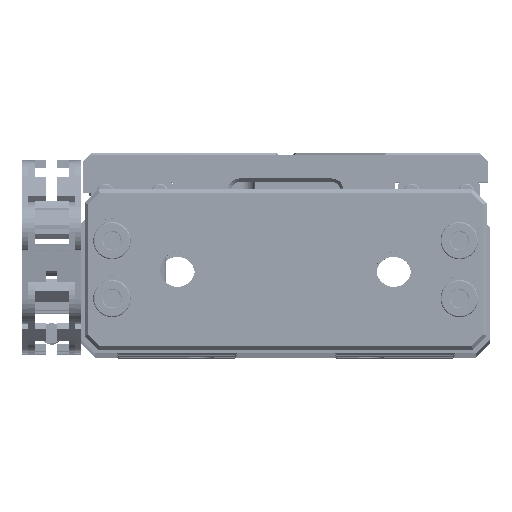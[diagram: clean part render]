
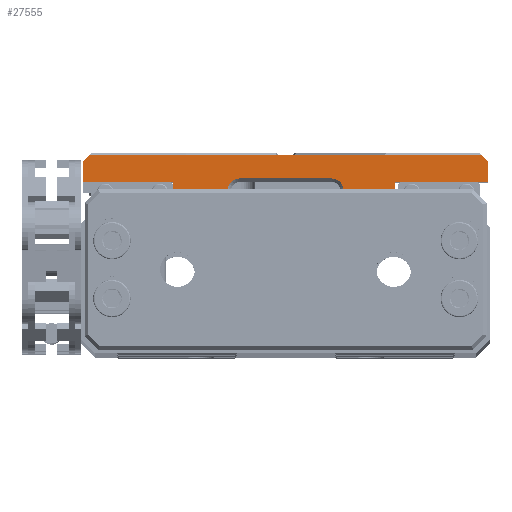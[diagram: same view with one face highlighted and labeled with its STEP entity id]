
A CAD part, top view. The second image highlights one B-rep face of the part: STEP entity #27555.
In plain terms, the highlighted planar face has unit normal (0, 0, 1).
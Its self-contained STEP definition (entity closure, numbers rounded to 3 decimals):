
#2447 = EDGE_CURVE ( 'NONE', #52469, #39671, #21597, .T. ) ;
#3390 = VECTOR ( 'NONE', #56008, 1000. ) ;
#3482 = DIRECTION ( 'NONE',  ( 0., 0., -1. ) ) ;
#3637 = AXIS2_PLACEMENT_3D ( 'NONE', #58660, #22447, #17020 ) ;
#4637 = VERTEX_POINT ( 'NONE', #57677 ) ;
#4722 = LINE ( 'NONE', #51829, #56709 ) ;
#4888 = LINE ( 'NONE', #7419, #19667 ) ;
#4946 = LINE ( 'NONE', #19528, #3390 ) ;
#5818 = CARTESIAN_POINT ( 'NONE',  ( 1., 10., 65. ) ) ;
#6402 = EDGE_LOOP ( 'NONE', ( #32383, #22243, #28153, #15766, #41939, #9762, #58761, #16282, #42675, #40818, #34081, #51622 ) ) ;
#6514 = VECTOR ( 'NONE', #25430, 1000. ) ;
#7419 = CARTESIAN_POINT ( 'NONE',  ( 0., 10., 65. ) ) ;
#9762 = ORIENTED_EDGE ( 'NONE', *, *, #9987, .F. ) ;
#9786 = VECTOR ( 'NONE', #37531, 1000. ) ;
#9987 = EDGE_CURVE ( 'NONE', #14042, #4637, #38932, .T. ) ;
#10456 = CARTESIAN_POINT ( 'NONE',  ( 0., 10., 65. ) ) ;
#10696 = LINE ( 'NONE', #5818, #33877 ) ;
#11079 = EDGE_CURVE ( 'NONE', #4637, #35784, #17619, .T. ) ;
#11178 = VECTOR ( 'NONE', #36853, 1000. ) ;
#11565 = CARTESIAN_POINT ( 'NONE',  ( 45.75, 6., 65. ) ) ;
#12598 = CARTESIAN_POINT ( 'NONE',  ( 23., 4.75, 65. ) ) ;
#12799 = VERTEX_POINT ( 'NONE', #54929 ) ;
#12830 = LINE ( 'NONE', #32266, #23500 ) ;
#13943 = VERTEX_POINT ( 'NONE', #29668 ) ;
#14012 = LINE ( 'NONE', #18288, #11178 ) ;
#14042 = VERTEX_POINT ( 'NONE', #48844 ) ;
#15766 = ORIENTED_EDGE ( 'NONE', *, *, #57243, .F. ) ;
#16282 = ORIENTED_EDGE ( 'NONE', *, *, #34624, .T. ) ;
#16584 = DIRECTION ( 'NONE',  ( 1., 0., 0. ) ) ;
#16627 = VECTOR ( 'NONE', #21257, 1000. ) ;
#17020 = DIRECTION ( 'NONE',  ( -1., 0., 0. ) ) ;
#17151 = CARTESIAN_POINT ( 'NONE',  ( 36.5, 4.75, 65. ) ) ;
#17289 = DIRECTION ( 'NONE',  ( -1., 0., 0. ) ) ;
#17427 = CARTESIAN_POINT ( 'NONE',  ( 58.5, 10., 65. ) ) ;
#17619 = LINE ( 'NONE', #21851, #41082 ) ;
#18288 = CARTESIAN_POINT ( 'NONE',  ( 19.95, 0.5, 65. ) ) ;
#19147 = VERTEX_POINT ( 'NONE', #51238 ) ;
#19528 = CARTESIAN_POINT ( 'NONE',  ( 0., 6., 65. ) ) ;
#19667 = VECTOR ( 'NONE', #23417, 1000. ) ;
#19695 = VERTEX_POINT ( 'NONE', #39532 ) ;
#19810 = EDGE_CURVE ( 'NONE', #41222, #52469, #56036, .T. ) ;
#20146 = DIRECTION ( 'NONE',  ( -1., 0., 0. ) ) ;
#21257 = DIRECTION ( 'NONE',  ( -1., 0., 0. ) ) ;
#21597 = CIRCLE ( 'NONE', #44952, 1.75 ) ;
#21851 = CARTESIAN_POINT ( 'NONE',  ( 45.75, 0., 65. ) ) ;
#22243 = ORIENTED_EDGE ( 'NONE', *, *, #52268, .T. ) ;
#22447 = DIRECTION ( 'NONE',  ( 0., 0., -1. ) ) ;
#23417 = DIRECTION ( 'NONE',  ( 1., 0., 0. ) ) ;
#23500 = VECTOR ( 'NONE', #27427, 1000. ) ;
#24725 = FACE_BOUND ( 'NONE', #40547, .T. ) ;
#24974 = EDGE_CURVE ( 'NONE', #33836, #41222, #44694, .T. ) ;
#25396 = LINE ( 'NONE', #53369, #58862 ) ;
#25430 = DIRECTION ( 'NONE',  ( 0., 1., 0. ) ) ;
#25828 = DIRECTION ( 'NONE',  ( 1., 0., 0. ) ) ;
#25832 = VERTEX_POINT ( 'NONE', #44244 ) ;
#26044 = EDGE_CURVE ( 'NONE', #19695, #47299, #4888, .T. ) ;
#26065 = ORIENTED_EDGE ( 'NONE', *, *, #19810, .T. ) ;
#26176 = CARTESIAN_POINT ( 'NONE',  ( 0., 6., 65. ) ) ;
#27427 = DIRECTION ( 'NONE',  ( 0., -1., 0. ) ) ;
#27555 = ADVANCED_FACE ( 'NONE', ( #24725, #35043 ), #52395, .F. ) ;
#27559 = VERTEX_POINT ( 'NONE', #40840 ) ;
#27676 = EDGE_CURVE ( 'NONE', #13943, #42393, #14012, .T. ) ;
#28153 = ORIENTED_EDGE ( 'NONE', *, *, #27676, .F. ) ;
#29309 = VECTOR ( 'NONE', #25828, 1000. ) ;
#29668 = CARTESIAN_POINT ( 'NONE',  ( 19.95, 0.5, 65. ) ) ;
#29815 = CARTESIAN_POINT ( 'NONE',  ( 23., 6.5, 65. ) ) ;
#30509 = AXIS2_PLACEMENT_3D ( 'NONE', #12598, #3482, #54834 ) ;
#30518 = VERTEX_POINT ( 'NONE', #26176 ) ;
#31198 = VECTOR ( 'NONE', #49365, 1000. ) ;
#31437 = CARTESIAN_POINT ( 'NONE',  ( 38.25, 4.75, 65. ) ) ;
#31550 = LINE ( 'NONE', #41307, #51615 ) ;
#32266 = CARTESIAN_POINT ( 'NONE',  ( 0., 10., 65. ) ) ;
#32383 = ORIENTED_EDGE ( 'NONE', *, *, #44946, .F. ) ;
#32410 = CARTESIAN_POINT ( 'NONE',  ( 19.95, 1., 65. ) ) ;
#32544 = CARTESIAN_POINT ( 'NONE',  ( 36.5, 3., 65. ) ) ;
#33265 = LINE ( 'NONE', #56374, #9786 ) ;
#33836 = VERTEX_POINT ( 'NONE', #29815 ) ;
#33877 = VECTOR ( 'NONE', #51107, 1000. ) ;
#34081 = ORIENTED_EDGE ( 'NONE', *, *, #59012, .T. ) ;
#34624 = EDGE_CURVE ( 'NONE', #19147, #47299, #40255, .T. ) ;
#35043 = FACE_OUTER_BOUND ( 'NONE', #6402, .T. ) ;
#35686 = DIRECTION ( 'NONE',  ( -1., 0., 0. ) ) ;
#35784 = VERTEX_POINT ( 'NONE', #43392 ) ;
#35983 = DIRECTION ( 'NONE',  ( 0., 0., -1. ) ) ;
#36570 = EDGE_CURVE ( 'NONE', #39671, #12799, #4722, .T. ) ;
#36853 = DIRECTION ( 'NONE',  ( 0., 1., 0. ) ) ;
#36918 = EDGE_CURVE ( 'NONE', #25832, #30518, #4946, .T. ) ;
#36962 = ORIENTED_EDGE ( 'NONE', *, *, #24974, .T. ) ;
#37531 = DIRECTION ( 'NONE',  ( 0., -1., 0. ) ) ;
#38932 = LINE ( 'NONE', #11565, #16627 ) ;
#39532 = CARTESIAN_POINT ( 'NONE',  ( 1., 10., 65. ) ) ;
#39671 = VERTEX_POINT ( 'NONE', #32544 ) ;
#39736 = LINE ( 'NONE', #44888, #6514 ) ;
#40255 = LINE ( 'NONE', #17427, #31198 ) ;
#40547 = EDGE_LOOP ( 'NONE', ( #26065, #56765, #57287, #57652, #36962 ) ) ;
#40818 = ORIENTED_EDGE ( 'NONE', *, *, #41585, .T. ) ;
#40840 = CARTESIAN_POINT ( 'NONE',  ( 13.25, 1., 65. ) ) ;
#41082 = VECTOR ( 'NONE', #45292, 1000. ) ;
#41222 = VERTEX_POINT ( 'NONE', #45821 ) ;
#41267 = VERTEX_POINT ( 'NONE', #56937 ) ;
#41307 = CARTESIAN_POINT ( 'NONE',  ( 45.75, 0.5, 65. ) ) ;
#41585 = EDGE_CURVE ( 'NONE', #19695, #41267, #10696, .T. ) ;
#41939 = ORIENTED_EDGE ( 'NONE', *, *, #11079, .F. ) ;
#42393 = VERTEX_POINT ( 'NONE', #32410 ) ;
#42675 = ORIENTED_EDGE ( 'NONE', *, *, #26044, .F. ) ;
#43110 = CIRCLE ( 'NONE', #30509, 1.75 ) ;
#43392 = CARTESIAN_POINT ( 'NONE',  ( 45.75, 0.5, 65. ) ) ;
#43892 = DIRECTION ( 'NONE',  ( 0., 0., -1. ) ) ;
#44244 = CARTESIAN_POINT ( 'NONE',  ( 13.25, 6., 65. ) ) ;
#44694 = LINE ( 'NONE', #48044, #29309 ) ;
#44888 = CARTESIAN_POINT ( 'NONE',  ( 13.25, 0., 65. ) ) ;
#44946 = EDGE_CURVE ( 'NONE', #27559, #25832, #39736, .T. ) ;
#44952 = AXIS2_PLACEMENT_3D ( 'NONE', #17151, #35983, #35686 ) ;
#45292 = DIRECTION ( 'NONE',  ( 0., -1., 0. ) ) ;
#45821 = CARTESIAN_POINT ( 'NONE',  ( 36.5, 6.5, 65. ) ) ;
#46694 = DIRECTION ( 'NONE',  ( -1., 0., 0. ) ) ;
#47299 = VERTEX_POINT ( 'NONE', #54109 ) ;
#48044 = CARTESIAN_POINT ( 'NONE',  ( 0., 6.5, 65. ) ) ;
#48844 = CARTESIAN_POINT ( 'NONE',  ( 59.5, 6., 65. ) ) ;
#49365 = DIRECTION ( 'NONE',  ( -0.707, 0.707, 0. ) ) ;
#51079 = EDGE_CURVE ( 'NONE', #12799, #33836, #43110, .T. ) ;
#51107 = DIRECTION ( 'NONE',  ( -0.707, -0.707, 0. ) ) ;
#51238 = CARTESIAN_POINT ( 'NONE',  ( 59.5, 9., 65. ) ) ;
#51615 = VECTOR ( 'NONE', #17289, 1000. ) ;
#51622 = ORIENTED_EDGE ( 'NONE', *, *, #36918, .F. ) ;
#51829 = CARTESIAN_POINT ( 'NONE',  ( 0., 3., 65. ) ) ;
#52268 = EDGE_CURVE ( 'NONE', #27559, #42393, #25396, .T. ) ;
#52395 = PLANE ( 'NONE',  #54817 ) ;
#52469 = VERTEX_POINT ( 'NONE', #31437 ) ;
#53369 = CARTESIAN_POINT ( 'NONE',  ( 0., 1., 65. ) ) ;
#54109 = CARTESIAN_POINT ( 'NONE',  ( 58.5, 10., 65. ) ) ;
#54817 = AXIS2_PLACEMENT_3D ( 'NONE', #10456, #43892, #20146 ) ;
#54834 = DIRECTION ( 'NONE',  ( -1., 0., 0. ) ) ;
#54929 = CARTESIAN_POINT ( 'NONE',  ( 23., 3., 65. ) ) ;
#56008 = DIRECTION ( 'NONE',  ( -1., 0., 0. ) ) ;
#56036 = CIRCLE ( 'NONE', #3637, 1.75 ) ;
#56374 = CARTESIAN_POINT ( 'NONE',  ( 59.5, 10., 65. ) ) ;
#56602 = EDGE_CURVE ( 'NONE', #19147, #14042, #33265, .T. ) ;
#56709 = VECTOR ( 'NONE', #46694, 1000. ) ;
#56765 = ORIENTED_EDGE ( 'NONE', *, *, #2447, .T. ) ;
#56937 = CARTESIAN_POINT ( 'NONE',  ( 0., 9., 65. ) ) ;
#57243 = EDGE_CURVE ( 'NONE', #35784, #13943, #31550, .T. ) ;
#57287 = ORIENTED_EDGE ( 'NONE', *, *, #36570, .T. ) ;
#57652 = ORIENTED_EDGE ( 'NONE', *, *, #51079, .T. ) ;
#57677 = CARTESIAN_POINT ( 'NONE',  ( 45.75, 6., 65. ) ) ;
#58660 = CARTESIAN_POINT ( 'NONE',  ( 36.5, 4.75, 65. ) ) ;
#58761 = ORIENTED_EDGE ( 'NONE', *, *, #56602, .F. ) ;
#58862 = VECTOR ( 'NONE', #16584, 1000. ) ;
#59012 = EDGE_CURVE ( 'NONE', #41267, #30518, #12830, .T. ) ;
